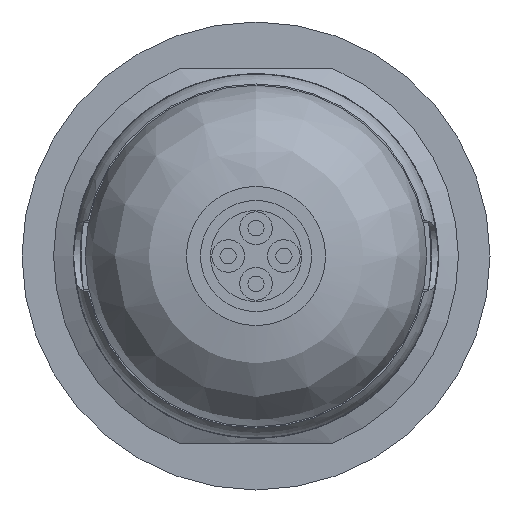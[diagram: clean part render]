
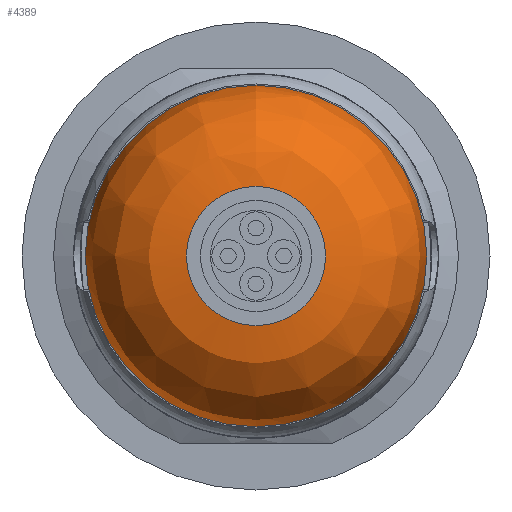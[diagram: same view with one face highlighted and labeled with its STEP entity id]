
A CAD part, front view. The second image highlights one B-rep face of the part: STEP entity #4389.
In plain terms, the highlighted free-form (B-spline) face has degree [2, 2] with [3, 9] control points.
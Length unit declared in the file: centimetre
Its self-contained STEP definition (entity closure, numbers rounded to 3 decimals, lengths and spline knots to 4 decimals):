
#14=(
BOUNDED_SURFACE()
B_SPLINE_SURFACE(2,2,((#8217,#8218,#8219,#8220,#8221,#8222,#8223,#8224,
#8225),(#8226,#8227,#8228,#8229,#8230,#8231,#8232,#8233,#8234),(#8235,#8236,
#8237,#8238,#8239,#8240,#8241,#8242,#8243)),.UNSPECIFIED.,.F.,.T.,.F.)
B_SPLINE_SURFACE_WITH_KNOTS((3,3),(3,2,2,2,3),(0.,1.5708),(-3.1416,
-1.5708,0.,1.5708,3.1416),.UNSPECIFIED.)
GEOMETRIC_REPRESENTATION_ITEM()
RATIONAL_B_SPLINE_SURFACE(((1.,0.707,1.,0.707,1.,
0.707,1.,0.707,1.),(0.707,0.5,0.707,
0.5,0.707,0.5,0.707,0.5,0.707),(1.,
0.707,1.,0.707,1.,0.707,1.,0.707,
1.)))
REPRESENTATION_ITEM('')
SURFACE()
);
#534=FACE_OUTER_BOUND('',#835,.T.);
#835=EDGE_LOOP('',(#3956,#3957,#3958,#3959,#3960));
#1736=CIRCLE('',#4964,0.675);
#1737=CIRCLE('',#4965,0.675);
#1739=CIRCLE('',#4967,0.275);
#1740=CIRCLE('',#4968,0.4);
#2121=VERTEX_POINT('',#8210);
#2122=VERTEX_POINT('',#8211);
#2124=VERTEX_POINT('',#8244);
#2739=EDGE_CURVE('',#2121,#2122,#1736,.T.);
#2740=EDGE_CURVE('',#2122,#2121,#1737,.T.);
#2743=EDGE_CURVE('',#2124,#2124,#1739,.T.);
#2744=EDGE_CURVE('',#2124,#2121,#1740,.T.);
#3956=ORIENTED_EDGE('',*,*,#2743,.T.);
#3957=ORIENTED_EDGE('',*,*,#2744,.T.);
#3958=ORIENTED_EDGE('',*,*,#2739,.T.);
#3959=ORIENTED_EDGE('',*,*,#2740,.T.);
#3960=ORIENTED_EDGE('',*,*,#2744,.F.);
#4389=ADVANCED_FACE('',(#534),#14,.F.);
#4964=AXIS2_PLACEMENT_3D('',#8212,#6361,#6362);
#4965=AXIS2_PLACEMENT_3D('',#8213,#6363,#6364);
#4967=AXIS2_PLACEMENT_3D('',#8245,#6368,#6369);
#4968=AXIS2_PLACEMENT_3D('',#8246,#6370,#6371);
#6361=DIRECTION('center_axis',(0.,-1.,0.));
#6362=DIRECTION('ref_axis',(1.,0.,0.));
#6363=DIRECTION('center_axis',(0.,-1.,0.));
#6364=DIRECTION('ref_axis',(1.,0.,0.));
#6368=DIRECTION('center_axis',(0.,1.,0.));
#6369=DIRECTION('ref_axis',(1.,0.,0.));
#6370=DIRECTION('center_axis',(-1.,0.,0.));
#6371=DIRECTION('ref_axis',(0.,0.,1.));
#8210=CARTESIAN_POINT('',(0.,-2.48,0.675));
#8211=CARTESIAN_POINT('',(0.675,-2.48,0.));
#8212=CARTESIAN_POINT('Origin',(0.,-2.48,0.));
#8213=CARTESIAN_POINT('Origin',(0.,-2.48,0.));
#8217=CARTESIAN_POINT('Ctrl Pts',(0.,-2.48,0.675));
#8218=CARTESIAN_POINT('Ctrl Pts',(-0.675,-2.48,0.675));
#8219=CARTESIAN_POINT('Ctrl Pts',(-0.675,-2.48,0.));
#8220=CARTESIAN_POINT('Ctrl Pts',(-0.675,-2.48,-0.675));
#8221=CARTESIAN_POINT('Ctrl Pts',(0.,-2.48,-0.675));
#8222=CARTESIAN_POINT('Ctrl Pts',(0.675,-2.48,-0.675));
#8223=CARTESIAN_POINT('Ctrl Pts',(0.675,-2.48,0.));
#8224=CARTESIAN_POINT('Ctrl Pts',(0.675,-2.48,0.675));
#8225=CARTESIAN_POINT('Ctrl Pts',(0.,-2.48,0.675));
#8226=CARTESIAN_POINT('Ctrl Pts',(0.,-2.88,0.675));
#8227=CARTESIAN_POINT('Ctrl Pts',(-0.675,-2.88,0.675));
#8228=CARTESIAN_POINT('Ctrl Pts',(-0.675,-2.88,0.));
#8229=CARTESIAN_POINT('Ctrl Pts',(-0.675,-2.88,-0.675));
#8230=CARTESIAN_POINT('Ctrl Pts',(0.,-2.88,-0.675));
#8231=CARTESIAN_POINT('Ctrl Pts',(0.675,-2.88,-0.675));
#8232=CARTESIAN_POINT('Ctrl Pts',(0.675,-2.88,0.));
#8233=CARTESIAN_POINT('Ctrl Pts',(0.675,-2.88,0.675));
#8234=CARTESIAN_POINT('Ctrl Pts',(0.,-2.88,0.675));
#8235=CARTESIAN_POINT('Ctrl Pts',(0.,-2.88,0.275));
#8236=CARTESIAN_POINT('Ctrl Pts',(-0.275,-2.88,0.275));
#8237=CARTESIAN_POINT('Ctrl Pts',(-0.275,-2.88,0.));
#8238=CARTESIAN_POINT('Ctrl Pts',(-0.275,-2.88,-0.275));
#8239=CARTESIAN_POINT('Ctrl Pts',(0.,-2.88,-0.275));
#8240=CARTESIAN_POINT('Ctrl Pts',(0.275,-2.88,-0.275));
#8241=CARTESIAN_POINT('Ctrl Pts',(0.275,-2.88,0.));
#8242=CARTESIAN_POINT('Ctrl Pts',(0.275,-2.88,0.275));
#8243=CARTESIAN_POINT('Ctrl Pts',(0.,-2.88,0.275));
#8244=CARTESIAN_POINT('',(0.,-2.88,0.275));
#8245=CARTESIAN_POINT('Origin',(0.,-2.88,0.));
#8246=CARTESIAN_POINT('Origin',(0.,-2.48,0.275));
